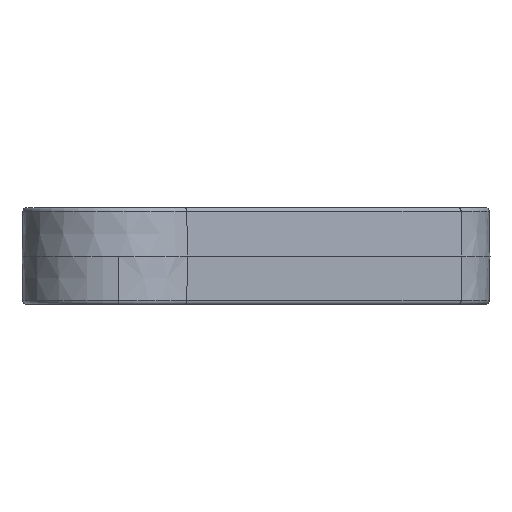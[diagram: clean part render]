
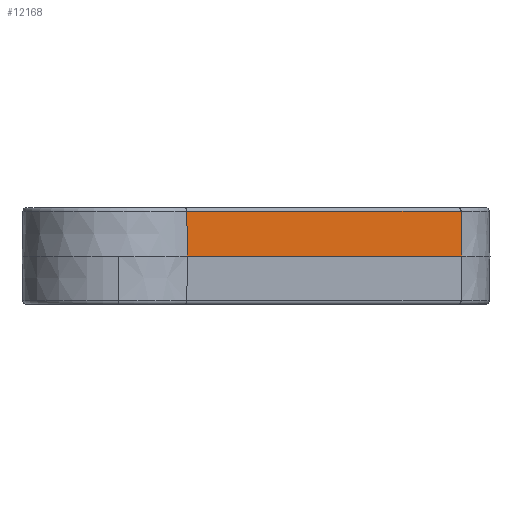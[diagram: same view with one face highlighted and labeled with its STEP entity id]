
A CAD part, left-side view. The second image highlights one B-rep face of the part: STEP entity #12168.
In plain terms, the highlighted planar face has unit normal (-0.707, -0.707, 0.018).
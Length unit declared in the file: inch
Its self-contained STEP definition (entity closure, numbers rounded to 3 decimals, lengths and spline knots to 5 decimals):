
#47 = LINE ( 'NONE', #3500, #8242 ) ;
#66 = VERTEX_POINT ( 'NONE', #7183 ) ;
#468 = DIRECTION ( 'NONE',  ( -0.707, 0.707, 0. ) ) ;
#1116 = ORIENTED_EDGE ( 'NONE', *, *, #1226, .T. ) ;
#1226 = EDGE_CURVE ( 'NONE', #66, #2074, #12783, .T. ) ;
#2074 = VERTEX_POINT ( 'NONE', #9326 ) ;
#2254 = ORIENTED_EDGE ( 'NONE', *, *, #7078, .F. ) ;
#2470 = CARTESIAN_POINT ( 'NONE',  ( -0.17678, -0.17678, 0. ) ) ;
#2641 = VECTOR ( 'NONE', #468, 39.37008 ) ;
#2760 = CARTESIAN_POINT ( 'NONE',  ( -0.17678, -0.17678, 0. ) ) ;
#2916 = VERTEX_POINT ( 'NONE', #7958 ) ;
#3091 = CARTESIAN_POINT ( 'NONE',  ( -0.17678, -0.17678, 0. ) ) ;
#3500 = CARTESIAN_POINT ( 'NONE',  ( -0.17678, -0.17678, 0. ) ) ;
#4454 = DIRECTION ( 'NONE',  ( -0.012, -0.012, -1. ) ) ;
#5924 = DIRECTION ( 'NONE',  ( -0.707, 0.707, 0. ) ) ;
#6342 = EDGE_CURVE ( 'NONE', #14316, #2074, #47, .T. ) ;
#6506 = LINE ( 'NONE', #3091, #10397 ) ;
#7078 = EDGE_CURVE ( 'NONE', #2916, #14316, #6506, .T. ) ;
#7183 = CARTESIAN_POINT ( 'NONE',  ( -0.88246, 0.53175, 0.11517 ) ) ;
#7638 = EDGE_LOOP ( 'NONE', ( #2254, #11470, #1116, #13965 ) ) ;
#7958 = CARTESIAN_POINT ( 'NONE',  ( -0.17536, -0.17536, 0.11517 ) ) ;
#8242 = VECTOR ( 'NONE', #5924, 39.37008 ) ;
#8398 = VECTOR ( 'NONE', #13987, 39.37008 ) ;
#9326 = CARTESIAN_POINT ( 'NONE',  ( -0.88388, 0.53033, 0. ) ) ;
#9378 = CARTESIAN_POINT ( 'NONE',  ( -0.88388, 0.53033, 0. ) ) ;
#9998 = CARTESIAN_POINT ( 'NONE',  ( -0.17536, -0.17536, 0.11517 ) ) ;
#10397 = VECTOR ( 'NONE', #4454, 39.37008 ) ;
#10566 = FACE_OUTER_BOUND ( 'NONE', #7638, .T. ) ;
#10852 = DIRECTION ( 'NONE',  ( 0.707, -0.707, 0. ) ) ;
#11205 = AXIS2_PLACEMENT_3D ( 'NONE', #2470, #12753, #10852 ) ;
#11470 = ORIENTED_EDGE ( 'NONE', *, *, #13435, .T. ) ;
#12168 = ADVANCED_FACE ( 'NONE', ( #10566 ), #12914, .T. ) ;
#12753 = DIRECTION ( 'NONE',  ( -0.707, -0.707, 0.017 ) ) ;
#12783 = LINE ( 'NONE', #9378, #8398 ) ;
#12914 = PLANE ( 'NONE',  #11205 ) ;
#13435 = EDGE_CURVE ( 'NONE', #2916, #66, #14363, .T. ) ;
#13965 = ORIENTED_EDGE ( 'NONE', *, *, #6342, .F. ) ;
#13987 = DIRECTION ( 'NONE',  ( -0.012, -0.012, -1. ) ) ;
#14316 = VERTEX_POINT ( 'NONE', #2760 ) ;
#14363 = LINE ( 'NONE', #9998, #2641 ) ;
